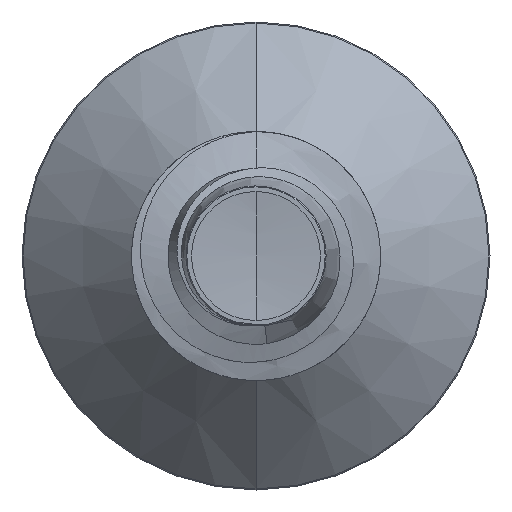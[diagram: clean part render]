
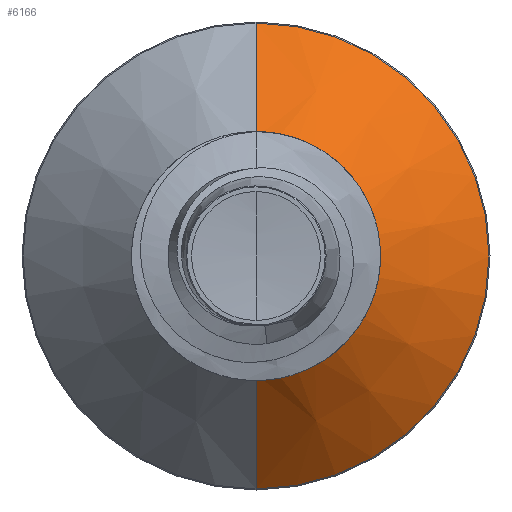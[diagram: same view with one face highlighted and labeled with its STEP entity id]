
A CAD part, front view. The second image highlights one B-rep face of the part: STEP entity #6166.
In plain terms, the highlighted conical face has half-angle 45 degrees and reference radius 1.189 mm.
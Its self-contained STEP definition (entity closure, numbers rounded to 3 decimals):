
#137 = VERTEX_POINT ( 'NONE', #10537 ) ;
#1868 = CIRCLE ( 'NONE', #16748, 2.339 ) ;
#2252 = ORIENTED_EDGE ( 'NONE', *, *, #17056, .T. ) ;
#3662 = LINE ( 'NONE', #10636, #14848 ) ;
#4939 = CONICAL_SURFACE ( 'NONE', #8800, 1.189, 0.785 ) ;
#4953 = EDGE_LOOP ( 'NONE', ( #2252, #9974, #9778, #6522 ) ) ;
#5194 = FACE_OUTER_BOUND ( 'NONE', #4953, .T. ) ;
#6166 = ADVANCED_FACE ( 'NONE', ( #5194 ), #4939, .T. ) ;
#6522 = ORIENTED_EDGE ( 'NONE', *, *, #14841, .F. ) ;
#6589 = CIRCLE ( 'NONE', #6861, 1.189 ) ;
#6861 = AXIS2_PLACEMENT_3D ( 'NONE', #12409, #12395, #12371 ) ;
#8063 = CARTESIAN_POINT ( 'NONE',  ( 0., 8.289, -1.189 ) ) ;
#8186 = DIRECTION ( 'NONE',  ( 0., 0.707, -0.707 ) ) ;
#8800 = AXIS2_PLACEMENT_3D ( 'NONE', #11036, #10904, #11098 ) ;
#9512 = CARTESIAN_POINT ( 'NONE',  ( 0., 9.439, -2.339 ) ) ;
#9778 = ORIENTED_EDGE ( 'NONE', *, *, #17196, .F. ) ;
#9867 = VECTOR ( 'NONE', #8186, 1000. ) ;
#9974 = ORIENTED_EDGE ( 'NONE', *, *, #10014, .T. ) ;
#10014 = EDGE_CURVE ( 'NONE', #14492, #13142, #16732, .T. ) ;
#10537 = CARTESIAN_POINT ( 'NONE',  ( 0., 8.289, 1.189 ) ) ;
#10636 = CARTESIAN_POINT ( 'NONE',  ( 0., 8.289, 1.189 ) ) ;
#10887 = DIRECTION ( 'NONE',  ( 0., 0.707, 0.707 ) ) ;
#10904 = DIRECTION ( 'NONE',  ( 0., 1., 0. ) ) ;
#11036 = CARTESIAN_POINT ( 'NONE',  ( 0., 8.289, 0. ) ) ;
#11098 = DIRECTION ( 'NONE',  ( 0., 0., 1. ) ) ;
#11645 = DIRECTION ( 'NONE',  ( 0., 0., 1. ) ) ;
#11665 = DIRECTION ( 'NONE',  ( 0., 1., 0. ) ) ;
#11687 = CARTESIAN_POINT ( 'NONE',  ( 0., 9.439, 0. ) ) ;
#12371 = DIRECTION ( 'NONE',  ( 0., 0., 1. ) ) ;
#12395 = DIRECTION ( 'NONE',  ( 0., 1., 0. ) ) ;
#12409 = CARTESIAN_POINT ( 'NONE',  ( 0., 8.289, 0. ) ) ;
#13142 = VERTEX_POINT ( 'NONE', #9512 ) ;
#13767 = CARTESIAN_POINT ( 'NONE',  ( 0., 9.439, 2.339 ) ) ;
#13789 = CARTESIAN_POINT ( 'NONE',  ( 0., 8.289, -1.189 ) ) ;
#14492 = VERTEX_POINT ( 'NONE', #13789 ) ;
#14841 = EDGE_CURVE ( 'NONE', #137, #16423, #3662, .T. ) ;
#14848 = VECTOR ( 'NONE', #10887, 1000. ) ;
#16423 = VERTEX_POINT ( 'NONE', #13767 ) ;
#16732 = LINE ( 'NONE', #8063, #9867 ) ;
#16748 = AXIS2_PLACEMENT_3D ( 'NONE', #11687, #11665, #11645 ) ;
#17056 = EDGE_CURVE ( 'NONE', #137, #14492, #6589, .T. ) ;
#17196 = EDGE_CURVE ( 'NONE', #16423, #13142, #1868, .T. ) ;
